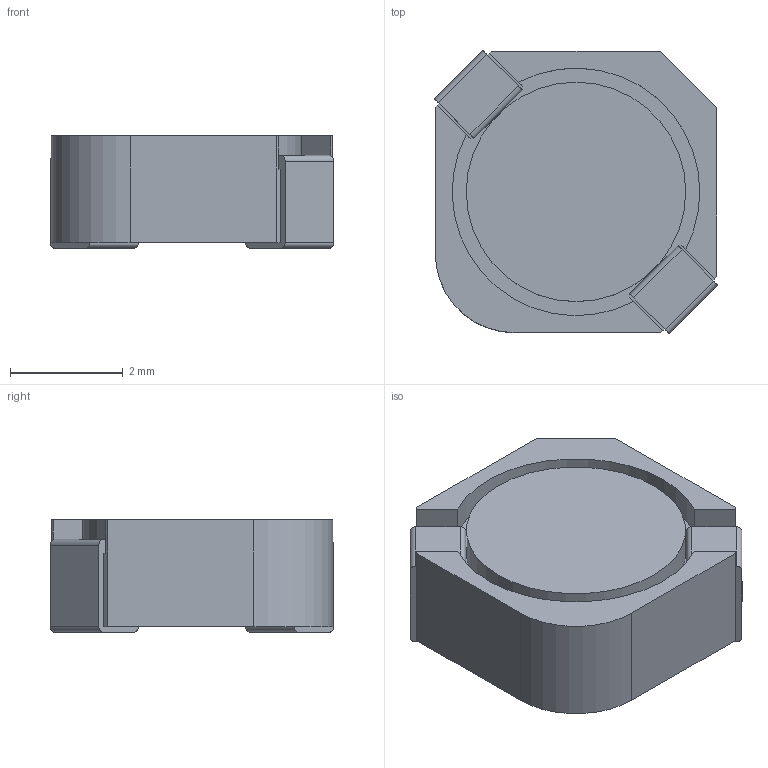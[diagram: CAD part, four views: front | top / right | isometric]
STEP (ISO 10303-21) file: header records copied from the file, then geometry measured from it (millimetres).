
FILE_DESCRIPTION (( 'STEP AP214' ), '1' );
FILE_NAME ('CDRH4D18C h1.9.STEP', '2019-11-27T20:05:25', ( 'Elessar' ), ( '' ), 'SwSTEP 2.0', 'SolidWorks 2018', '' );
FILE_SCHEMA (( 'AUTOMOTIVE_DESIGN' ));
Length unit declared in the file: millimetre
Products named in the file (1): CDRH4D18C h1.9
Bounding box: 5.03 x 5.03 x 2 mm (x, y, z)
Volume: 41.8 mm3; surface area: 100.5 mm2
Topology: 1 solids, 1 shells, 62 faces, 174 edges, 116 vertices
Faces by surface type: plane 43, cylinder 19
Entity records: 2712 total; most frequent: CARTESIAN_POINT 353, ORIENTED_EDGE 348, DIRECTION 338, EDGE_CURVE 174, VECTOR 136, LINE 136, VERTEX_POINT 116, AXIS2_PLACEMENT_3D 101
